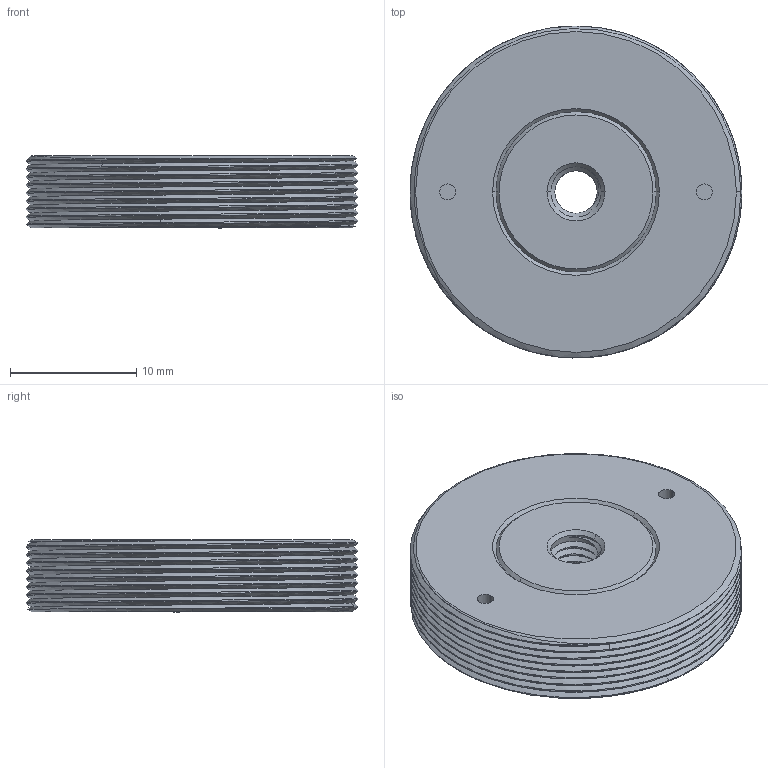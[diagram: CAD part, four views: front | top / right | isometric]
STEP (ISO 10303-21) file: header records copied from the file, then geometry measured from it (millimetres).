
FILE_DESCRIPTION((''),'2;1');
FILE_NAME('SM1-M4','2022-03-06T',('admin'),(''),'CREO PARAMETRIC BY PTC INC, 2018360','CREO PARAMETRIC BY PTC INC, 2018360','');
FILE_SCHEMA(('CONFIG_CONTROL_DESIGN'));
Length unit declared in the file: millimetre
Products named in the file (1): SM1-M4
Bounding box: 26.29 x 26.29 x 5.76 mm (x, y, z)
Volume: 2952.7 mm3; surface area: 1832.6 mm2
Topology: 1 solids, 1 shells, 82 faces, 205 edges, 132 vertices
Faces by surface type: cylinder 39, bspline 18, cone 16, plane 9
Entity records: 6254 total; most frequent: CARTESIAN_POINT 4449, ORIENTED_EDGE 410, DIRECTION 284, EDGE_CURVE 205, VERTEX_POINT 132, AXIS2_PLACEMENT_3D 107, B_SPLINE_CURVE_WITH_KNOTS 92, EDGE_LOOP 91
